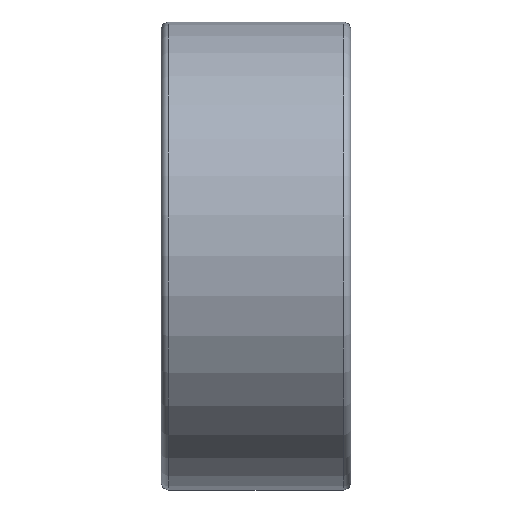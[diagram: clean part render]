
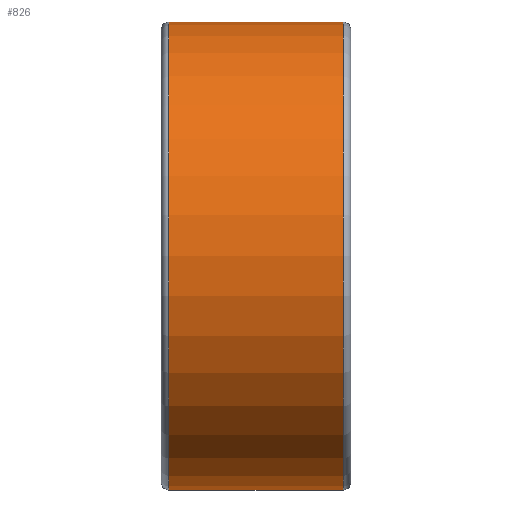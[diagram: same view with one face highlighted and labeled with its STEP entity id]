
A CAD part, top view. The second image highlights one B-rep face of the part: STEP entity #826.
In plain terms, the highlighted cylindrical face has radius 45 mm (diameter 90 mm), a partial arc.
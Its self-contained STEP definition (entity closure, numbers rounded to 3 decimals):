
#826=ADVANCED_FACE('',(#1786),#1787,.T.);
#1786=FACE_OUTER_BOUND('',#2899,.T.);
#1787=CYLINDRICAL_SURFACE('',#2900,45.0);
#2899=EDGE_LOOP('',(#5491,#5492,#5493,#5494));
#2900=AXIS2_PLACEMENT_3D('',#5495,#5496,#5497);
#5491=ORIENTED_EDGE('',*,*,#7220,.T.);
#5492=ORIENTED_EDGE('',*,*,#7705,.F.);
#5493=ORIENTED_EDGE('',*,*,#7222,.T.);
#5494=ORIENTED_EDGE('',*,*,#7635,.T.);
#5495=CARTESIAN_POINT('',(0.0,0.0,0.0));
#5496=DIRECTION('',(1.0,0.0,0.0));
#5497=DIRECTION('',(0.0,1.0,0.));
#7220=EDGE_CURVE('',#8860,#8842,#8861,.T.);
#7222=EDGE_CURVE('',#8845,#8862,#8864,.T.);
#7635=EDGE_CURVE('',#8862,#8860,#9477,.T.);
#7705=EDGE_CURVE('',#8845,#8842,#9606,.T.);
#8842=VERTEX_POINT('',#12618);
#8845=VERTEX_POINT('',#12621);
#8860=VERTEX_POINT('',#12638);
#8861=LINE('',#12639,#12640);
#8862=VERTEX_POINT('',#12641);
#8864=LINE('',#12643,#12644);
#9477=CIRCLE('',#13526,45.0);
#9606=CIRCLE('',#13714,45.0);
#12618=CARTESIAN_POINT('',(-16.75,45.0,0.));
#12621=CARTESIAN_POINT('',(-16.75,-45.0,0.));
#12638=CARTESIAN_POINT('',(16.75,45.0,0.));
#12639=CARTESIAN_POINT('',(0.0,45.0,0.));
#12640=VECTOR('',#15242,1.0);
#12641=CARTESIAN_POINT('',(16.75,-45.0,0.));
#12643=CARTESIAN_POINT('',(0.0,-45.0,0.));
#12644=VECTOR('',#15246,1.0);
#13526=AXIS2_PLACEMENT_3D('',#15609,#15610,#15611);
#13714=AXIS2_PLACEMENT_3D('',#15677,#15678,#15679);
#15242=DIRECTION('',(-1.0,0.0,0.0));
#15246=DIRECTION('',(1.0,0.0,0.0));
#15609=CARTESIAN_POINT('',(16.75,0.0,0.0));
#15610=DIRECTION('',(-1.0,0.0,0.0));
#15611=DIRECTION('',(0.0,1.0,0.));
#15677=CARTESIAN_POINT('',(-16.75,0.0,0.0));
#15678=DIRECTION('',(-1.0,0.0,0.0));
#15679=DIRECTION('',(0.0,1.0,0.));
